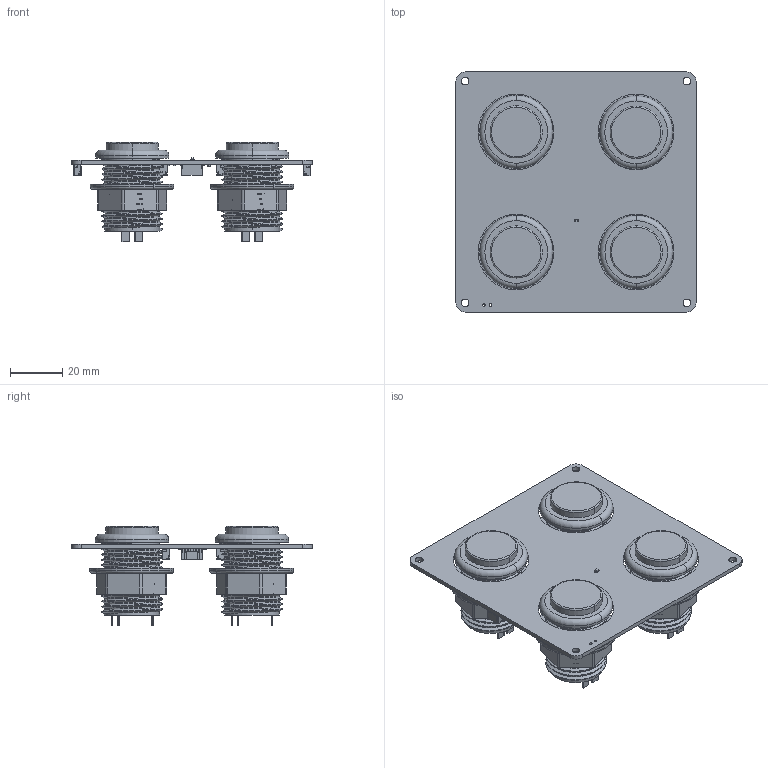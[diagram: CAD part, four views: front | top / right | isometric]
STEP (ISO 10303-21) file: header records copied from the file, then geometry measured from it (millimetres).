
FILE_DESCRIPTION(('Open CASCADE Model'),'2;1');
FILE_NAME('Open CASCADE Shape Model','2025-06-19T08:10:52',('Author'),( 'Open CASCADE'),'Open CASCADE STEP processor 7.5','Open CASCADE 7.5' ,'Unknown');
FILE_SCHEMA(('AUTOMOTIVE_DESIGN { 1 0 10303 214 1 1 1 1 }'));
Length unit declared in the file: millimetre
Products named in the file (57): PCB; Board; Open CASCADE STEP translator 7.5 1.1.1; J6; Conn_JST_BM06B-SRSS-TBT_LF_SN_eec; body; terminal; mtn; mtn_MIR; logo; J5; J4; J3; R5; 6370521328; Extruded; 6370521088; R3; R2; R1; STAT1; 0603 LED Green; Solid1; Solid4; R4; U; DUELink-U-Connector-BM04B-SRSS-TB; D; DUELink-Connector-BM04B-SRSS-TB; C2; 0805 SMD Capacitor; C1; 6515984160; 6515984000; Free-Models; Push_Button_RGB16711680; Arcade_PushButton; ButtonLock_Nut; Push_Button_RGB8421504; Push_Button_RGB255 ...
Assembly tree (73 placements, depth 4):
  PCB
    Board
      Open CASCADE STEP translator 7.5 1.1.1
    J6
      Conn_JST_BM06B-SRSS-TBT_LF_SN_eec
        body
        terminal
        mtn
        mtn_MIR
        logo
    J5
      Conn_JST_BM06B-SRSS-TBT_LF_SN_eec
        body
        terminal
        mtn
        mtn_MIR
        logo
    J4
      Conn_JST_BM06B-SRSS-TBT_LF_SN_eec
        body
        terminal
        mtn
        mtn_MIR
        logo
    J3
      Conn_JST_BM06B-SRSS-TBT_LF_SN_eec
        body
        terminal
        mtn
        mtn_MIR
        logo
    R5
      6370521328  x2
        Extruded
      6370521088
        Extruded
    R3
      6370521328  x2
        Extruded
      6370521088
        Extruded
    R2
      6370521328  x2
        Extruded
      6370521088
        Extruded
    R1
      6370521328  x2
        Extruded
      6370521088
        Extruded
    STAT1
      0603 LED Green
        Solid1
        Solid4
        Solid1
        Solid1
        Solid4
        Solid1
        Solid1
Bounding box: 92 x 92 x 38 mm (x, y, z)
Volume: 47242.6 mm3; surface area: 52704.9 mm2
Topology: 180 solids, 180 shells, 3735 faces, 10338 edges, 8440 vertices
Faces by surface type: plane 1920, cylinder 1064, bspline 399, sphere 192, torus 160
Full cylindrical faces by diameter (mm): 1.016 x2, 3 x4, 29 x4
Entity records: 99830 total; most frequent: CARTESIAN_POINT 34939, DIRECTION 11599, ORIENTED_EDGE 10706, EDGE_CURVE 5353, LINE 5047, VECTOR 5047, VERTEX_POINT 3444, AXIS2_PLACEMENT_3D 3276
